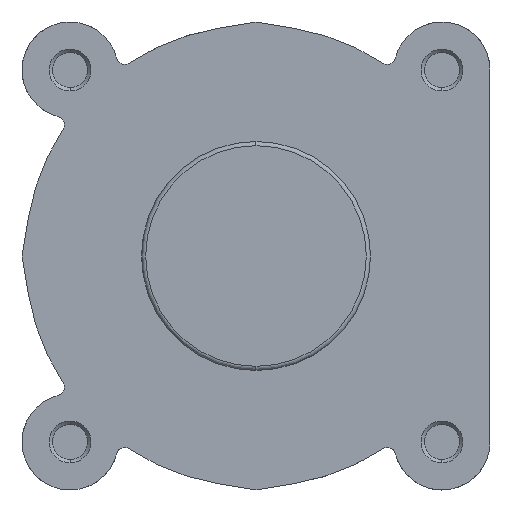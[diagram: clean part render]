
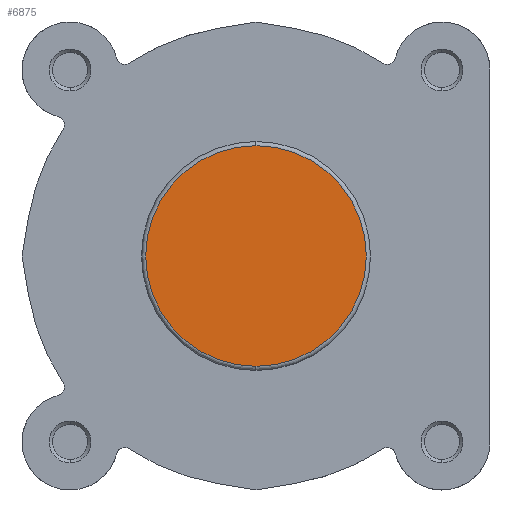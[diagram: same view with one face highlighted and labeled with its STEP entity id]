
A CAD part, left-side view. The second image highlights one B-rep face of the part: STEP entity #6875.
In plain terms, the highlighted planar face has unit normal (-1, 0, 0).
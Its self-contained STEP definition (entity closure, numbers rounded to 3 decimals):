
#294 = EDGE_CURVE ( 'NONE', #4046, #4047, #7182, .T. ) ;
#714 = EDGE_CURVE ( 'NONE', #4047, #4046, #1415, .T. ) ;
#821 = AXIS2_PLACEMENT_3D ( 'NONE', #4185, #4183, #4186 ) ;
#1415 = CIRCLE ( 'NONE', #1974, 26.4 ) ;
#1646 = FACE_OUTER_BOUND ( 'NONE', #5551, .T. ) ;
#1974 = AXIS2_PLACEMENT_3D ( 'NONE', #5292, #5294, #5295 ) ;
#2069 = AXIS2_PLACEMENT_3D ( 'NONE', #2964, #2973, #2974 ) ;
#2615 = CARTESIAN_POINT ( 'NONE',  ( 0., 0., -26.4 ) ) ;
#2616 = CARTESIAN_POINT ( 'NONE',  ( 0., 0., 26.4 ) ) ;
#2943 = PLANE ( 'NONE',  #2069 ) ;
#2964 = CARTESIAN_POINT ( 'NONE',  ( 0., 27.4, 0. ) ) ;
#2973 = DIRECTION ( 'NONE',  ( 1., 0., 0. ) ) ;
#2974 = DIRECTION ( 'NONE',  ( 0., 0., -1. ) ) ;
#4046 = VERTEX_POINT ( 'NONE', #2615 ) ;
#4047 = VERTEX_POINT ( 'NONE', #2616 ) ;
#4183 = DIRECTION ( 'NONE',  ( -1., 0., 0. ) ) ;
#4185 = CARTESIAN_POINT ( 'NONE',  ( 0., 0., 0. ) ) ;
#4186 = DIRECTION ( 'NONE',  ( 0., 0., -1. ) ) ;
#5292 = CARTESIAN_POINT ( 'NONE',  ( 0., 0., 0. ) ) ;
#5294 = DIRECTION ( 'NONE',  ( -1., 0., 0. ) ) ;
#5295 = DIRECTION ( 'NONE',  ( 0., 0., -1. ) ) ;
#5551 = EDGE_LOOP ( 'NONE', ( #6349, #6348 ) ) ;
#6348 = ORIENTED_EDGE ( 'NONE', *, *, #714, .T. ) ;
#6349 = ORIENTED_EDGE ( 'NONE', *, *, #294, .T. ) ;
#6875 = ADVANCED_FACE ( 'NONE', ( #1646 ), #2943, .F. ) ;
#7182 = CIRCLE ( 'NONE', #821, 26.4 ) ;
